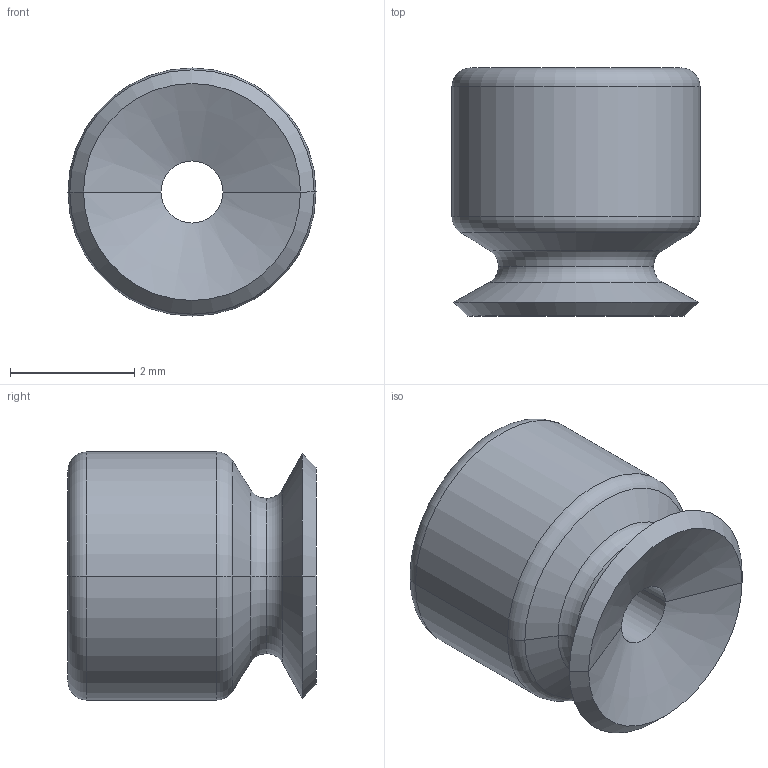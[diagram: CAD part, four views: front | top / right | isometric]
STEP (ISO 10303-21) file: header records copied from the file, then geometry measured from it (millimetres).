
FILE_DESCRIPTION(('STEP AP214'),'1');
FILE_NAME('COVAL_VPG3_5SI.stp','2017-12-27T16:19:12',('TraceParts'),('TraceParts S.A.'),'Spatial InterOp 3D',' ',' ');
FILE_SCHEMA(('automotive_design'));
Length unit declared in the file: millimetre
Products named in the file (1): COVAL_VPG3_5SI
Bounding box: 4 x 4 x 4 mm (x, y, z)
Volume: 28.7 mm3; surface area: 102.4 mm2
Topology: 1 solids, 1 shells, 33 faces, 66 edges, 36 vertices
Faces by surface type: torus 14, cylinder 8, cone 8, plane 3
Entity records: 1142 total; most frequent: DIRECTION 184, CARTESIAN_POINT 136, ORIENTED_EDGE 132, AXIS2_PLACEMENT_3D 84, EDGE_CURVE 66, CIRCLE 50, EDGE_LOOP 36, VERTEX_POINT 36
